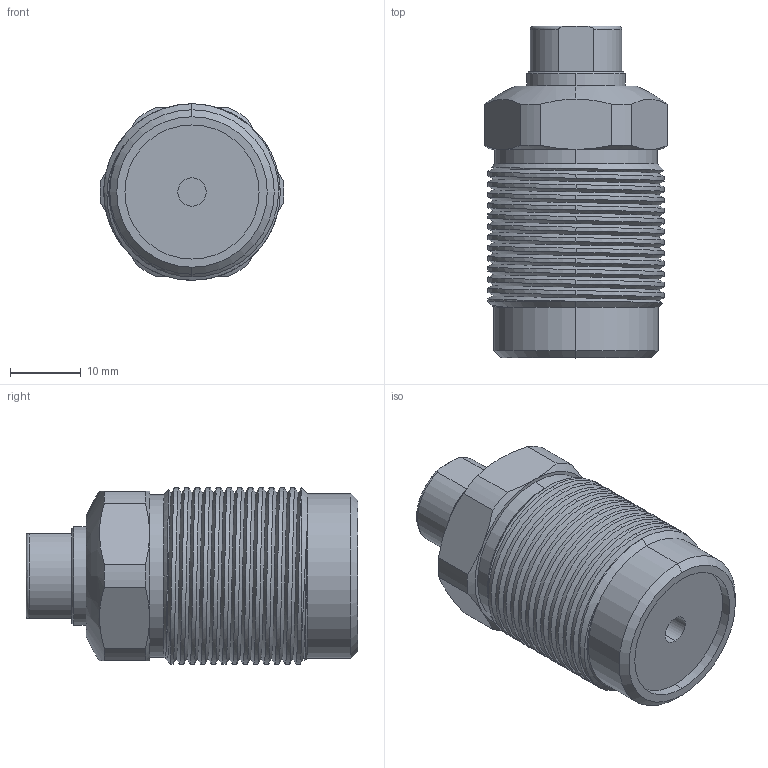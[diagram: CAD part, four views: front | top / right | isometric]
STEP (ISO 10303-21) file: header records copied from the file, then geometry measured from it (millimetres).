
FILE_DESCRIPTION (( 'STEP AP214' ), '1' );
FILE_NAME ('CTC-P025A-10.STEP', '2020-09-25T11:50:09', ( '' ), ( '' ), 'SwSTEP 2.0', 'SolidWorks 2016', '' );
FILE_SCHEMA (( 'AUTOMOTIVE_DESIGN' ));
Length unit declared in the file: millimetre
Products named in the file (1): CTC-P025A-10
Bounding box: 25.98 x 47 x 25 mm (x, y, z)
Volume: 17918.3 mm3; surface area: 5412 mm2
Topology: 1 solids, 1 shells, 83 faces, 213 edges, 136 vertices
Faces by surface type: cylinder 46, cone 16, plane 15, bspline 6
Entity records: 5245 total; most frequent: CARTESIAN_POINT 3396, ORIENTED_EDGE 422, DIRECTION 343, EDGE_CURVE 211, AXIS2_PLACEMENT_3D 139, VERTEX_POINT 136, EDGE_LOOP 89, FACE_OUTER_BOUND 83
